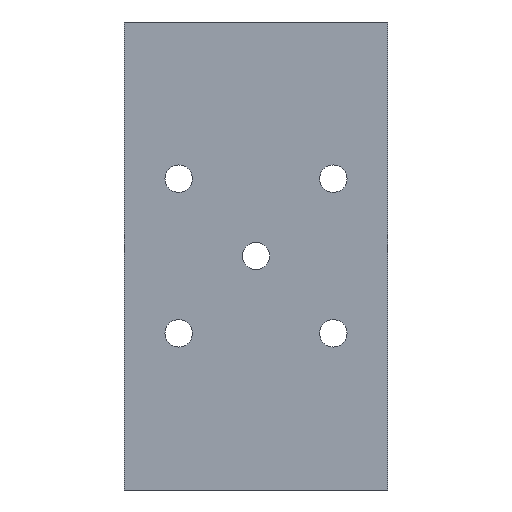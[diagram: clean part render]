
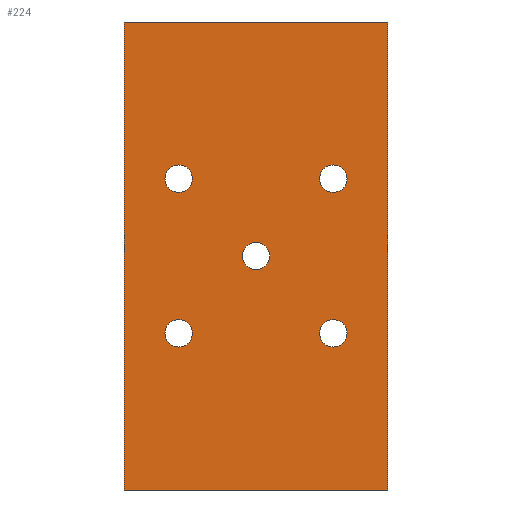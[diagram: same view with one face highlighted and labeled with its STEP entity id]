
A CAD part, front view. The second image highlights one B-rep face of the part: STEP entity #224.
In plain terms, the highlighted planar face has unit normal (0, -1, 0).
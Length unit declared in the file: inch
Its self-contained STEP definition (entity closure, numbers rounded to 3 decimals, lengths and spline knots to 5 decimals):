
#14=FACE_BOUND('',#56,.T.);
#15=FACE_BOUND('',#57,.T.);
#16=FACE_BOUND('',#58,.T.);
#17=FACE_BOUND('',#59,.T.);
#18=FACE_BOUND('',#60,.T.);
#28=PLANE('',#265);
#44=FACE_OUTER_BOUND('',#55,.T.);
#55=EDGE_LOOP('',(#192,#193,#194,#195));
#56=EDGE_LOOP('',(#196));
#57=EDGE_LOOP('',(#197));
#58=EDGE_LOOP('',(#198));
#59=EDGE_LOOP('',(#199));
#60=EDGE_LOOP('',(#200));
#72=LINE('',#362,#89);
#76=LINE('',#370,#93);
#79=LINE('',#376,#96);
#82=LINE('',#381,#99);
#89=VECTOR('',#306,0.3937);
#93=VECTOR('',#312,0.3937);
#96=VECTOR('',#317,0.3937);
#99=VECTOR('',#322,0.3937);
#102=CIRCLE('',#248,0.059);
#104=CIRCLE('',#251,0.059);
#106=CIRCLE('',#254,0.059);
#108=CIRCLE('',#257,0.059);
#110=CIRCLE('',#260,0.059);
#112=VERTEX_POINT('',#332);
#114=VERTEX_POINT('',#338);
#116=VERTEX_POINT('',#344);
#118=VERTEX_POINT('',#350);
#120=VERTEX_POINT('',#356);
#121=VERTEX_POINT('',#360);
#122=VERTEX_POINT('',#361);
#125=VERTEX_POINT('',#369);
#127=VERTEX_POINT('',#375);
#131=EDGE_CURVE('',#112,#112,#102,.T.);
#134=EDGE_CURVE('',#114,#114,#104,.T.);
#137=EDGE_CURVE('',#116,#116,#106,.T.);
#140=EDGE_CURVE('',#118,#118,#108,.T.);
#143=EDGE_CURVE('',#120,#120,#110,.T.);
#144=EDGE_CURVE('',#121,#122,#72,.T.);
#148=EDGE_CURVE('',#122,#125,#76,.T.);
#151=EDGE_CURVE('',#125,#127,#79,.T.);
#154=EDGE_CURVE('',#127,#121,#82,.T.);
#192=ORIENTED_EDGE('',*,*,#154,.T.);
#193=ORIENTED_EDGE('',*,*,#144,.T.);
#194=ORIENTED_EDGE('',*,*,#148,.T.);
#195=ORIENTED_EDGE('',*,*,#151,.T.);
#196=ORIENTED_EDGE('',*,*,#131,.T.);
#197=ORIENTED_EDGE('',*,*,#134,.T.);
#198=ORIENTED_EDGE('',*,*,#137,.T.);
#199=ORIENTED_EDGE('',*,*,#140,.T.);
#200=ORIENTED_EDGE('',*,*,#143,.T.);
#224=ADVANCED_FACE('',(#44,#14,#15,#16,#17,#18),#28,.T.);
#248=AXIS2_PLACEMENT_3D('',#334,#274,#275);
#251=AXIS2_PLACEMENT_3D('',#340,#281,#282);
#254=AXIS2_PLACEMENT_3D('',#346,#288,#289);
#257=AXIS2_PLACEMENT_3D('',#352,#295,#296);
#260=AXIS2_PLACEMENT_3D('',#358,#302,#303);
#265=AXIS2_PLACEMENT_3D('',#383,#324,#325);
#274=DIRECTION('center_axis',(0.,1.,0.));
#275=DIRECTION('ref_axis',(-1.,0.,0.));
#281=DIRECTION('center_axis',(0.,1.,0.));
#282=DIRECTION('ref_axis',(1.,0.,0.));
#288=DIRECTION('center_axis',(0.,1.,0.));
#289=DIRECTION('ref_axis',(1.,0.,0.));
#295=DIRECTION('center_axis',(0.,1.,0.));
#296=DIRECTION('ref_axis',(1.,0.,0.));
#302=DIRECTION('center_axis',(0.,1.,0.));
#303=DIRECTION('ref_axis',(1.,0.,0.));
#306=DIRECTION('',(0.,0.,-1.));
#312=DIRECTION('',(1.,0.,0.));
#317=DIRECTION('',(0.,0.,1.));
#322=DIRECTION('',(-1.,0.,0.));
#324=DIRECTION('center_axis',(0.,-1.,0.));
#325=DIRECTION('ref_axis',(0.,0.,-1.));
#332=CARTESIAN_POINT('',(0.059,0.,0.));
#334=CARTESIAN_POINT('Origin',(0.,0.,0.));
#338=CARTESIAN_POINT('',(-0.3905,0.,0.3315));
#340=CARTESIAN_POINT('Origin',(-0.3315,0.,0.3315));
#344=CARTESIAN_POINT('',(0.2725,0.,-0.3315));
#346=CARTESIAN_POINT('Origin',(0.3315,0.,-0.3315));
#350=CARTESIAN_POINT('',(-0.3905,0.,-0.3315));
#352=CARTESIAN_POINT('Origin',(-0.3315,0.,-0.3315));
#356=CARTESIAN_POINT('',(0.2725,0.,0.3315));
#358=CARTESIAN_POINT('Origin',(0.3315,0.,0.3315));
#360=CARTESIAN_POINT('',(-0.565,0.,1.00394));
#361=CARTESIAN_POINT('',(-0.565,0.,-1.00394));
#362=CARTESIAN_POINT('',(-0.565,0.,1.00394));
#369=CARTESIAN_POINT('',(0.565,0.,-1.00394));
#370=CARTESIAN_POINT('',(-0.565,0.,-1.00394));
#375=CARTESIAN_POINT('',(0.565,0.,1.00394));
#376=CARTESIAN_POINT('',(0.565,0.,-1.00394));
#381=CARTESIAN_POINT('',(0.565,0.,1.00394));
#383=CARTESIAN_POINT('Origin',(0.,0.,0.));
